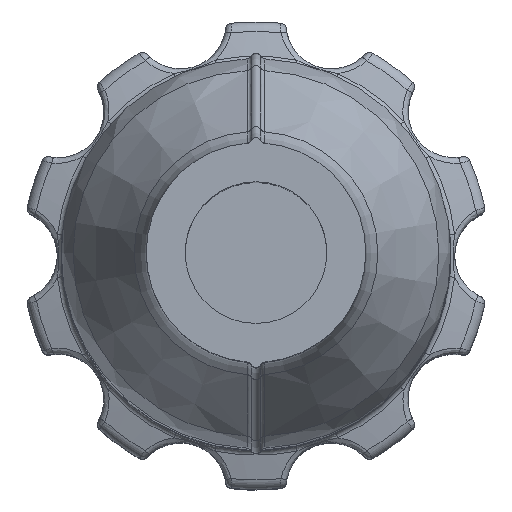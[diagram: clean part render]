
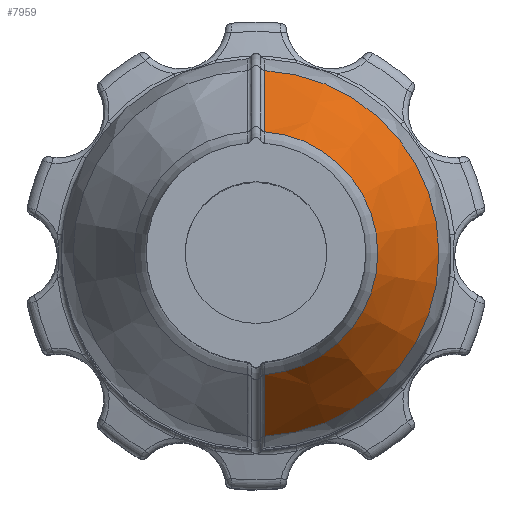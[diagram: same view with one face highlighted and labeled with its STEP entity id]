
A CAD part, top view. The second image highlights one B-rep face of the part: STEP entity #7959.
In plain terms, the highlighted conical face has half-angle 27.768 degrees and reference radius 11.725 mm.
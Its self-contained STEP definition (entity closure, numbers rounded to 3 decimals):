
#18=CONICAL_SURFACE('',#8516,11.725,0.485);
#509=FACE_OUTER_BOUND('',#997,.T.);
#997=EDGE_LOOP('',(#5263,#5264,#5265,#5266,#5267,#5268));
#1517=CIRCLE('',#8513,9.371);
#1519=CIRCLE('',#8517,14.079);
#1875=B_SPLINE_CURVE_WITH_KNOTS('',3,(#11467,#11468,#11469,#11470),
 .UNSPECIFIED.,.F.,.F.,(4,4),(-0.001,0.),
 .UNSPECIFIED.);
#1876=B_SPLINE_CURVE_WITH_KNOTS('',3,(#11489,#11490,#11491,#11492),
 .UNSPECIFIED.,.F.,.F.,(4,4),(0.,1.01),.UNSPECIFIED.);
#1899=B_SPLINE_CURVE_WITH_KNOTS('',3,(#11882,#11883,#11884,#11885),
 .UNSPECIFIED.,.F.,.F.,(4,4),(0.,1.01),.UNSPECIFIED.);
#1900=B_SPLINE_CURVE_WITH_KNOTS('',3,(#11905,#11906,#11907,#11908),
 .UNSPECIFIED.,.F.,.F.,(4,4),(-0.001,0.),
 .UNSPECIFIED.);
#3065=VERTEX_POINT('',#11443);
#3066=VERTEX_POINT('',#11465);
#3067=VERTEX_POINT('',#11487);
#3096=VERTEX_POINT('',#11849);
#3098=VERTEX_POINT('',#11880);
#3100=VERTEX_POINT('',#11903);
#3822=EDGE_CURVE('',#3066,#3065,#1875,.T.);
#3824=EDGE_CURVE('',#3067,#3066,#1876,.T.);
#3873=EDGE_CURVE('',#3098,#3096,#1899,.T.);
#3875=EDGE_CURVE('',#3100,#3098,#1900,.T.);
#3939=EDGE_CURVE('',#3065,#3100,#1517,.T.);
#3941=EDGE_CURVE('',#3096,#3067,#1519,.T.);
#5263=ORIENTED_EDGE('',*,*,#3824,.F.);
#5264=ORIENTED_EDGE('',*,*,#3941,.F.);
#5265=ORIENTED_EDGE('',*,*,#3873,.F.);
#5266=ORIENTED_EDGE('',*,*,#3875,.F.);
#5267=ORIENTED_EDGE('',*,*,#3939,.F.);
#5268=ORIENTED_EDGE('',*,*,#3822,.F.);
#7959=ADVANCED_FACE('',(#509),#18,.T.);
#8513=AXIS2_PLACEMENT_3D('',#12268,#9382,#9383);
#8516=AXIS2_PLACEMENT_3D('',#12271,#9388,#9389);
#8517=AXIS2_PLACEMENT_3D('',#12272,#9390,#9391);
#9382=DIRECTION('center_axis',(0.,0.,1.));
#9383=DIRECTION('ref_axis',(0.,-1.,0.));
#9388=DIRECTION('center_axis',(0.,0.,-1.));
#9389=DIRECTION('ref_axis',(0.,1.,0.));
#9390=DIRECTION('center_axis',(0.,0.,-1.));
#9391=DIRECTION('ref_axis',(0.,-1.,0.));
#11443=CARTESIAN_POINT('',(0.68,-9.347,128.75));
#11465=CARTESIAN_POINT('',(0.68,-9.352,128.74));
#11467=CARTESIAN_POINT('Ctrl Pts',(0.68,-9.352,
128.74));
#11468=CARTESIAN_POINT('Ctrl Pts',(0.68,-9.35,
128.743));
#11469=CARTESIAN_POINT('Ctrl Pts',(0.68,-9.348,128.747));
#11470=CARTESIAN_POINT('Ctrl Pts',(0.68,-9.347,
128.75));
#11487=CARTESIAN_POINT('',(0.684,-14.062,119.81));
#11489=CARTESIAN_POINT('Ctrl Pts',(0.684,-14.062,119.81));
#11490=CARTESIAN_POINT('Ctrl Pts',(0.683,-12.493,
122.787));
#11491=CARTESIAN_POINT('Ctrl Pts',(0.682,-10.923,
125.764));
#11492=CARTESIAN_POINT('Ctrl Pts',(0.68,-9.352,
128.74));
#11849=CARTESIAN_POINT('',(0.684,14.062,119.81));
#11880=CARTESIAN_POINT('',(0.68,9.352,128.74));
#11882=CARTESIAN_POINT('Ctrl Pts',(0.68,9.352,128.74));
#11883=CARTESIAN_POINT('Ctrl Pts',(0.682,10.923,125.764));
#11884=CARTESIAN_POINT('Ctrl Pts',(0.683,12.493,122.787));
#11885=CARTESIAN_POINT('Ctrl Pts',(0.684,14.062,119.81));
#11903=CARTESIAN_POINT('',(0.68,9.347,128.75));
#11905=CARTESIAN_POINT('Ctrl Pts',(0.68,9.347,128.75));
#11906=CARTESIAN_POINT('Ctrl Pts',(0.68,9.348,128.747));
#11907=CARTESIAN_POINT('Ctrl Pts',(0.68,9.35,128.743));
#11908=CARTESIAN_POINT('Ctrl Pts',(0.68,9.352,128.74));
#12268=CARTESIAN_POINT('Origin',(0.,0.,128.75));
#12271=CARTESIAN_POINT('Origin',(0.,0.,124.28));
#12272=CARTESIAN_POINT('Origin',(0.,0.,119.81));
